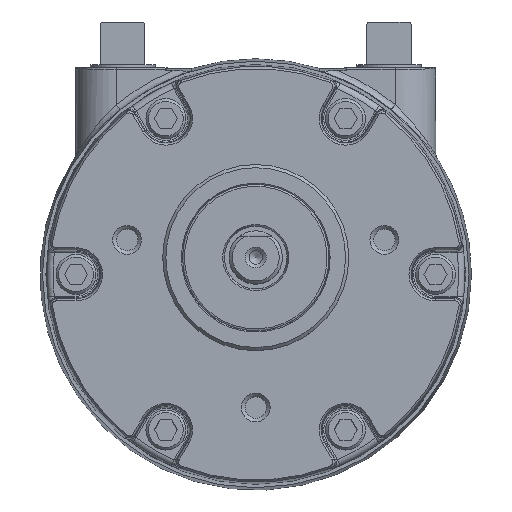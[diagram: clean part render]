
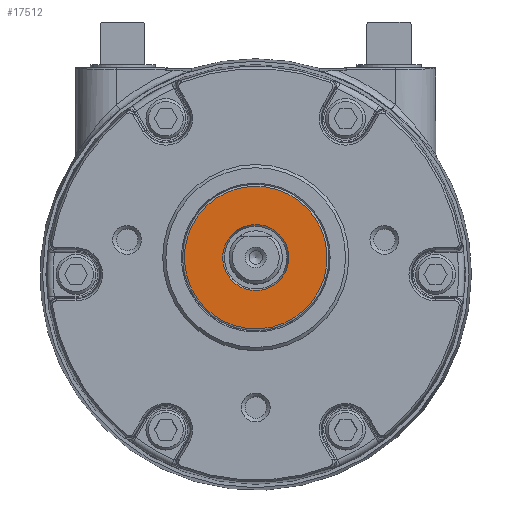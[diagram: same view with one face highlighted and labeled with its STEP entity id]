
A CAD part, top view. The second image highlights one B-rep face of the part: STEP entity #17512.
In plain terms, the highlighted face is planar.
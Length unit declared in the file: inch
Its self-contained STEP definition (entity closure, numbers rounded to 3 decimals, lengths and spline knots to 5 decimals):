
#224 = DIRECTION ( 'NONE',  ( 0., 0., 1. ) ) ;
#1089 = DIRECTION ( 'NONE',  ( 0., 0., -1. ) ) ;
#2353 = FACE_BOUND ( 'NONE', #17388, .T. ) ;
#2569 = EDGE_LOOP ( 'NONE', ( #26480 ) ) ;
#4426 = AXIS2_PLACEMENT_3D ( 'NONE', #8180, #18594, #16763 ) ;
#4738 = CARTESIAN_POINT ( 'NONE',  ( 0., 0.31, 0. ) ) ;
#7554 = CIRCLE ( 'NONE', #21945, 0.31 ) ;
#7597 = CIRCLE ( 'NONE', #4426, 0.6695 ) ;
#8180 = CARTESIAN_POINT ( 'NONE',  ( 0., 0., 0. ) ) ;
#9995 = CARTESIAN_POINT ( 'NONE',  ( 0., 0., 0. ) ) ;
#10072 = CARTESIAN_POINT ( 'NONE',  ( 0., 0., 0.6695 ) ) ;
#13582 = ORIENTED_EDGE ( 'NONE', *, *, #14863, .T. ) ;
#14863 = EDGE_CURVE ( 'NONE', #15607, #15607, #7554, .T. ) ;
#15452 = FACE_OUTER_BOUND ( 'NONE', #2569, .T. ) ;
#15607 = VERTEX_POINT ( 'NONE', #22112 ) ;
#16763 = DIRECTION ( 'NONE',  ( 0., 0., 1. ) ) ;
#17388 = EDGE_LOOP ( 'NONE', ( #13582 ) ) ;
#17512 = ADVANCED_FACE ( 'NONE', ( #15452, #2353 ), #24053, .T. ) ;
#18594 = DIRECTION ( 'NONE',  ( -1., 0., 0. ) ) ;
#19267 = AXIS2_PLACEMENT_3D ( 'NONE', #4738, #19541, #224 ) ;
#19541 = DIRECTION ( 'NONE',  ( -1., 0., 0. ) ) ;
#20410 = DIRECTION ( 'NONE',  ( 1., 0., 0. ) ) ;
#21945 = AXIS2_PLACEMENT_3D ( 'NONE', #9995, #20410, #1089 ) ;
#22112 = CARTESIAN_POINT ( 'NONE',  ( 0., 0., -0.31 ) ) ;
#22890 = VERTEX_POINT ( 'NONE', #10072 ) ;
#24053 = PLANE ( 'NONE',  #19267 ) ;
#26480 = ORIENTED_EDGE ( 'NONE', *, *, #27023, .T. ) ;
#27023 = EDGE_CURVE ( 'NONE', #22890, #22890, #7597, .T. ) ;
